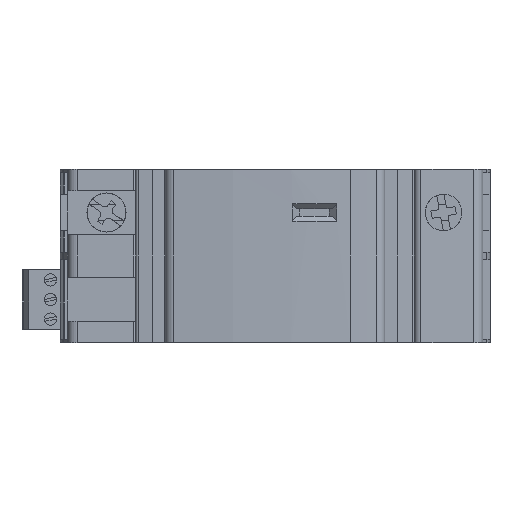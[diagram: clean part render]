
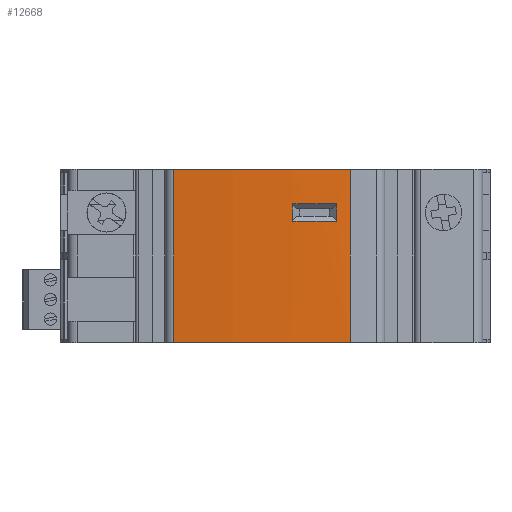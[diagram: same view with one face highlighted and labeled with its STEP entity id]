
A CAD part, left-side view. The second image highlights one B-rep face of the part: STEP entity #12668.
In plain terms, the highlighted cylindrical face has radius 200 mm (diameter 400 mm), a partial arc.
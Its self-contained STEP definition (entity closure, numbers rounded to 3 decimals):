
#2282=CARTESIAN_POINT('',(130.6,0.,-8.8));
#2283=DIRECTION('',(0.,0.,-1.));
#2284=DIRECTION('',(-0.997,-0.077,0.));
#2285=AXIS2_PLACEMENT_3D('',#2282,#2283,#2284);
#3893=CARTESIAN_POINT('',(130.6,0.,26.6));
#3894=DIRECTION('',(0.,0.,1.));
#3895=DIRECTION('',(-0.995,0.104,0.));
#3896=AXIS2_PLACEMENT_3D('',#3893,#3894,#3895);
#4439=DIRECTION('',(0.,0.,-1.));
#4440=VECTOR('',#4439,35.4);
#4441=CARTESIAN_POINT('',(-68.81,-15.348,26.6));
#4442=LINE('',#4441,#4440);
#4443=CARTESIAN_POINT('',(130.6,0.,19.55));
#4444=DIRECTION('',(0.,0.,1.));
#4445=DIRECTION('',(-1.,-0.018,0.));
#4446=AXIS2_PLACEMENT_3D('',#4443,#4444,#4445);
#4448=DIRECTION('',(0.,0.,1.));
#4449=VECTOR('',#4448,3.5);
#4450=CARTESIAN_POINT('',(-69.367,-3.637,16.05));
#4451=LINE('',#4450,#4449);
#4452=CARTESIAN_POINT('',(130.6,0.,16.05));
#4453=DIRECTION('',(0.,0.,-1.));
#4454=DIRECTION('',(-0.998,-0.063,0.));
#4455=AXIS2_PLACEMENT_3D('',#4452,#4453,#4454);
#4457=DIRECTION('',(0.,0.,-1.));
#4458=VECTOR('',#4457,3.5);
#4459=CARTESIAN_POINT('',(-68.998,-12.673,19.55));
#4460=LINE('',#4459,#4458);
#4461=DIRECTION('',(0.,0.,-1.));
#4462=VECTOR('',#4461,35.4);
#4463=CARTESIAN_POINT('',(-68.325,20.707,26.6));
#4464=LINE('',#4463,#4462);
#5720=CARTESIAN_POINT('',(-68.325,20.707,26.6));
#5722=VERTEX_POINT('',#5720);
#5723=CARTESIAN_POINT('',(-68.81,-15.348,26.6));
#5724=VERTEX_POINT('',#5723);
#6871=CARTESIAN_POINT('',(-68.81,-15.348,-8.8));
#6872=VERTEX_POINT('',#6871);
#6873=CARTESIAN_POINT('',(-68.325,20.707,-8.8));
#6874=VERTEX_POINT('',#6873);
#7173=CARTESIAN_POINT('',(-69.367,-3.637,19.55));
#7174=CARTESIAN_POINT('',(-68.998,-12.673,19.55));
#7175=VERTEX_POINT('',#7173);
#7176=VERTEX_POINT('',#7174);
#7177=CARTESIAN_POINT('',(-68.998,-12.673,16.05));
#7178=CARTESIAN_POINT('',(-69.367,-3.637,16.05));
#7179=VERTEX_POINT('',#7177);
#7180=VERTEX_POINT('',#7178);
#12646=CARTESIAN_POINT('',(130.6,0.,9.));
#12647=DIRECTION('',(0.,0.,1.));
#12648=DIRECTION('',(1.,0.,0.));
#12649=AXIS2_PLACEMENT_3D('',#12646,#12647,#12648);
#12650=CYLINDRICAL_SURFACE('',#12649,200.);
#12651=ORIENTED_EDGE('',*,*,#12640,.T.);
#12652=ORIENTED_EDGE('',*,*,#9766,.T.);
#12654=ORIENTED_EDGE('',*,*,#12653,.F.);
#12655=ORIENTED_EDGE('',*,*,#11740,.T.);
#12656=EDGE_LOOP('',(#12651,#12652,#12654,#12655));
#12657=FACE_OUTER_BOUND('',#12656,.F.);
#12659=ORIENTED_EDGE('',*,*,#12658,.F.);
#12661=ORIENTED_EDGE('',*,*,#12660,.F.);
#12663=ORIENTED_EDGE('',*,*,#12662,.F.);
#12665=ORIENTED_EDGE('',*,*,#12664,.F.);
#12666=EDGE_LOOP('',(#12659,#12661,#12663,#12665));
#12667=FACE_BOUND('',#12666,.F.);
#12668=ADVANCED_FACE('',(#12657,#12667),#12650,.T.);
#2286=CIRCLE('',#2285,200.);
#3897=CIRCLE('',#3896,200.);
#4447=CIRCLE('',#4446,200.);
#4456=CIRCLE('',#4455,200.);
#9766=EDGE_CURVE('',#6872,#6874,#2286,.T.);
#11740=EDGE_CURVE('',#5722,#5724,#3897,.T.);
#12640=EDGE_CURVE('',#5724,#6872,#4442,.T.);
#12653=EDGE_CURVE('',#5722,#6874,#4464,.T.);
#12658=EDGE_CURVE('',#7175,#7176,#4447,.T.);
#12660=EDGE_CURVE('',#7180,#7175,#4451,.T.);
#12662=EDGE_CURVE('',#7179,#7180,#4456,.T.);
#12664=EDGE_CURVE('',#7176,#7179,#4460,.T.);
